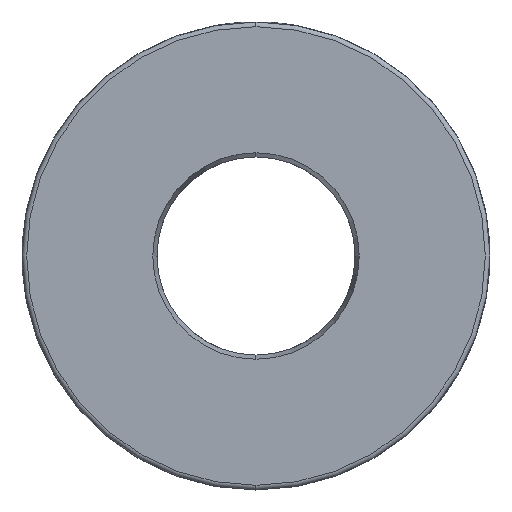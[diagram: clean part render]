
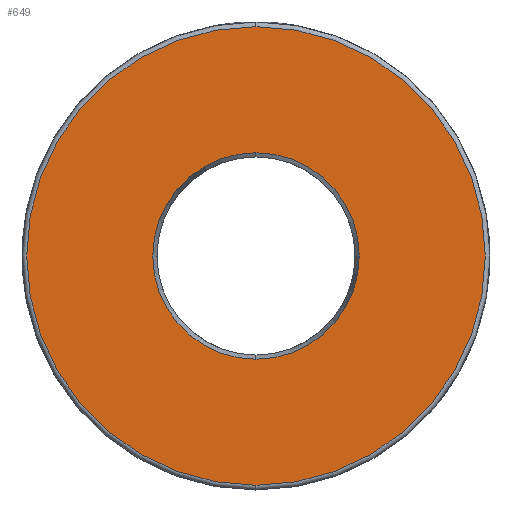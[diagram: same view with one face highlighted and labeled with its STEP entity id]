
A CAD part, front view. The second image highlights one B-rep face of the part: STEP entity #649.
In plain terms, the highlighted planar face has unit normal (0, -1, 0).
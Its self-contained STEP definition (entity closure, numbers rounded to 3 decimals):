
#69 = AXIS2_PLACEMENT_3D ( 'NONE', #231, #230, #226 ) ;
#226 = DIRECTION ( 'NONE',  ( 0., 0., 1. ) ) ;
#230 = DIRECTION ( 'NONE',  ( 0., 1., 0. ) ) ;
#231 = CARTESIAN_POINT ( 'NONE',  ( 0., 0., 0. ) ) ;
#327 = CARTESIAN_POINT ( 'NONE',  ( 0., 0., -6.618 ) ) ;
#649 = ADVANCED_FACE ( 'NONE', ( #1102, #1074 ), #3669, .F. ) ;
#1074 = FACE_OUTER_BOUND ( 'NONE', #4140, .T. ) ;
#1102 = FACE_BOUND ( 'NONE', #2301, .T. ) ;
#1266 = AXIS2_PLACEMENT_3D ( 'NONE', #3745, #3739, #3720 ) ;
#1367 = DIRECTION ( 'NONE',  ( 0., 0., 1. ) ) ;
#1371 = EDGE_CURVE ( 'NONE', #2369, #2437, #4262, .T. ) ;
#1374 = DIRECTION ( 'NONE',  ( 0., -1., 0. ) ) ;
#1384 = CARTESIAN_POINT ( 'NONE',  ( 0., 0., 0. ) ) ;
#1688 = DIRECTION ( 'NONE',  ( 0., 0., 1. ) ) ;
#1691 = DIRECTION ( 'NONE',  ( 0., 1., 0. ) ) ;
#1693 = CARTESIAN_POINT ( 'NONE',  ( 0., 0., 0. ) ) ;
#1745 = CARTESIAN_POINT ( 'NONE',  ( 0., 0., 14.7 ) ) ;
#1763 = CARTESIAN_POINT ( 'NONE',  ( 0., 0., -14.7 ) ) ;
#2058 = CARTESIAN_POINT ( 'NONE',  ( 0., 0., 6.618 ) ) ;
#2291 = VERTEX_POINT ( 'NONE', #2058 ) ;
#2301 = EDGE_LOOP ( 'NONE', ( #4386, #4368 ) ) ;
#2369 = VERTEX_POINT ( 'NONE', #1745 ) ;
#2392 = AXIS2_PLACEMENT_3D ( 'NONE', #3677, #3754, #3756 ) ;
#2417 = EDGE_CURVE ( 'NONE', #3488, #2291, #3804, .T. ) ;
#2437 = VERTEX_POINT ( 'NONE', #1763 ) ;
#2670 = EDGE_CURVE ( 'NONE', #2437, #2369, #3711, .T. ) ;
#3043 = AXIS2_PLACEMENT_3D ( 'NONE', #1384, #1374, #1367 ) ;
#3314 = AXIS2_PLACEMENT_3D ( 'NONE', #1693, #1691, #1688 ) ;
#3403 = CIRCLE ( 'NONE', #69, 6.618 ) ;
#3488 = VERTEX_POINT ( 'NONE', #327 ) ;
#3522 = EDGE_CURVE ( 'NONE', #2291, #3488, #3403, .T. ) ;
#3669 = PLANE ( 'NONE',  #2392 ) ;
#3677 = CARTESIAN_POINT ( 'NONE',  ( 15., 0., 0. ) ) ;
#3711 = CIRCLE ( 'NONE', #3043, 14.7 ) ;
#3720 = DIRECTION ( 'NONE',  ( 0., 0., 1. ) ) ;
#3739 = DIRECTION ( 'NONE',  ( 0., -1., 0. ) ) ;
#3745 = CARTESIAN_POINT ( 'NONE',  ( 0., 0., 0. ) ) ;
#3754 = DIRECTION ( 'NONE',  ( 0., 1., 0. ) ) ;
#3756 = DIRECTION ( 'NONE',  ( 0., 0., 1. ) ) ;
#3804 = CIRCLE ( 'NONE', #3314, 6.618 ) ;
#4140 = EDGE_LOOP ( 'NONE', ( #4355, #4331 ) ) ;
#4262 = CIRCLE ( 'NONE', #1266, 14.7 ) ;
#4331 = ORIENTED_EDGE ( 'NONE', *, *, #2670, .T. ) ;
#4355 = ORIENTED_EDGE ( 'NONE', *, *, #1371, .T. ) ;
#4368 = ORIENTED_EDGE ( 'NONE', *, *, #3522, .T. ) ;
#4386 = ORIENTED_EDGE ( 'NONE', *, *, #2417, .T. ) ;
